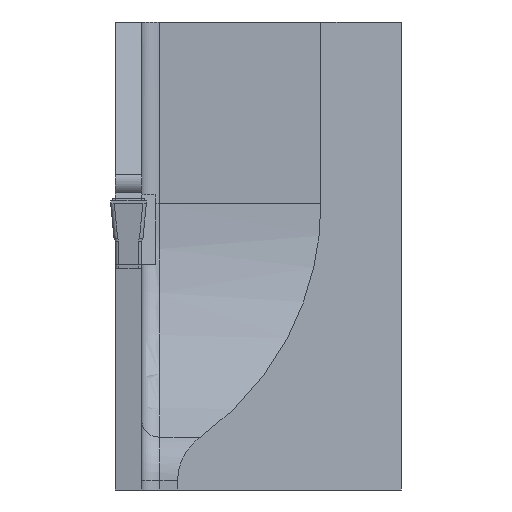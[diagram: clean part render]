
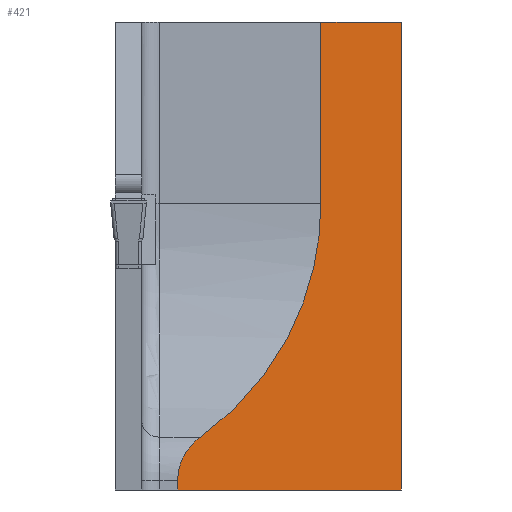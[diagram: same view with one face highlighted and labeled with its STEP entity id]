
A CAD part, left-side view. The second image highlights one B-rep face of the part: STEP entity #421.
In plain terms, the highlighted planar face has unit normal (-0.707, -0.707, 0).
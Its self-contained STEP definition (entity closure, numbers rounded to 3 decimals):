
#348=ELLIPSE('',#1900,4.243,3.);
#353=ELLIPSE('',#1932,22.627,16.);
#421=ADVANCED_FACE('',(#571),#500,.F.);
#500=PLANE('',#1947);
#571=FACE_OUTER_BOUND('',#657,.T.);
#657=EDGE_LOOP('',(#908,#909,#910,#911,#912,#913,#914));
#908=ORIENTED_EDGE('',*,*,#1408,.F.);
#909=ORIENTED_EDGE('',*,*,#1344,.F.);
#910=ORIENTED_EDGE('',*,*,#1341,.F.);
#911=ORIENTED_EDGE('',*,*,#1325,.F.);
#912=ORIENTED_EDGE('',*,*,#1338,.F.);
#913=ORIENTED_EDGE('',*,*,#1331,.F.);
#914=ORIENTED_EDGE('',*,*,#1405,.F.);
#1182=VERTEX_POINT('',#2499);
#1183=VERTEX_POINT('',#2501);
#1187=VERTEX_POINT('',#2511);
#1188=VERTEX_POINT('',#2513);
#1193=VERTEX_POINT('',#2528);
#1195=VERTEX_POINT('',#2534);
#1233=VERTEX_POINT('',#2659);
#1325=EDGE_CURVE('',#1182,#1183,#1547,.T.);
#1331=EDGE_CURVE('',#1187,#1188,#1551,.T.);
#1338=EDGE_CURVE('',#1188,#1182,#1558,.T.);
#1341=EDGE_CURVE('',#1183,#1193,#1561,.T.);
#1344=EDGE_CURVE('',#1193,#1195,#348,.T.);
#1405=EDGE_CURVE('',#1233,#1187,#1617,.T.);
#1408=EDGE_CURVE('',#1195,#1233,#353,.T.);
#1547=LINE('',#2500,#1722);
#1551=LINE('',#2512,#1726);
#1558=LINE('',#2525,#1733);
#1561=LINE('',#2531,#1736);
#1617=LINE('',#2658,#1792);
#1722=VECTOR('',#2045,1.);
#1726=VECTOR('',#2055,1.);
#1733=VECTOR('',#2064,1.);
#1736=VECTOR('',#2069,1.);
#1792=VECTOR('',#2191,1.);
#1900=AXIS2_PLACEMENT_3D('',#2537,#2075,#2076);
#1932=AXIS2_PLACEMENT_3D('',#2664,#2196,#2197);
#1947=AXIS2_PLACEMENT_3D('',#2700,#2228,#2229);
#2045=DIRECTION('',(-0.707,0.707,0.));
#2055=DIRECTION('',(0.707,-0.707,0.));
#2064=DIRECTION('',(0.,0.,-1.));
#2069=DIRECTION('',(0.,0.,1.));
#2075=DIRECTION('',(0.707,0.707,0.));
#2076=DIRECTION('',(-0.707,0.707,0.));
#2191=DIRECTION('',(0.,0.,1.));
#2196=DIRECTION('',(-0.707,-0.707,0.));
#2197=DIRECTION('',(-0.707,0.707,0.));
#2228=DIRECTION('',(0.707,0.707,0.));
#2229=DIRECTION('',(0.707,-0.707,0.));
#2499=CARTESIAN_POINT('',(20.5,-16.,-16.));
#2500=CARTESIAN_POINT('',(8.,-3.5,-16.));
#2501=CARTESIAN_POINT('',(8.,-3.5,-16.));
#2511=CARTESIAN_POINT('',(16.,-11.5,10.15));
#2512=CARTESIAN_POINT('',(8.,-3.5,10.15));
#2513=CARTESIAN_POINT('',(20.5,-16.,10.15));
#2525=CARTESIAN_POINT('',(20.5,-16.,-21.85));
#2528=CARTESIAN_POINT('',(8.,-3.5,-15.492));
#2531=CARTESIAN_POINT('',(8.,-3.5,-21.85));
#2534=CARTESIAN_POINT('',(9.263,-4.763,-13.046));
#2537=CARTESIAN_POINT('',(11.,-6.5,-15.492));
#2658=CARTESIAN_POINT('',(16.,-11.5,-21.85));
#2659=CARTESIAN_POINT('',(16.,-11.5,0.));
#2664=CARTESIAN_POINT('',(0.,4.5,0.));
#2700=CARTESIAN_POINT('',(8.,-3.5,-21.85));
